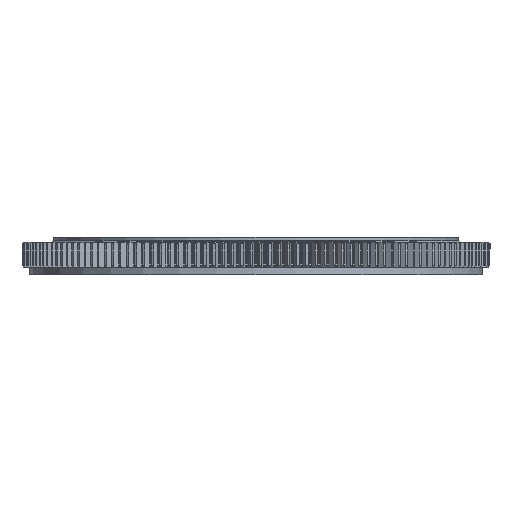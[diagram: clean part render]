
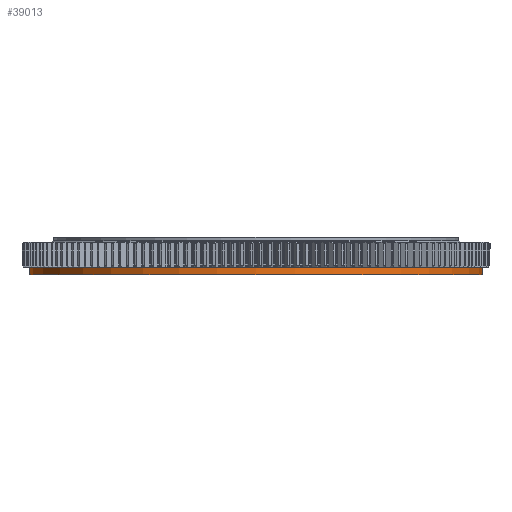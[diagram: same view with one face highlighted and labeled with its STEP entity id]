
A CAD part, front view. The second image highlights one B-rep face of the part: STEP entity #39013.
In plain terms, the highlighted cylindrical face has radius 775.5 mm (diameter 1551 mm), a partial arc.
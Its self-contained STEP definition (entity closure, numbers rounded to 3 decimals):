
#2418 = ORIENTED_EDGE ( 'NONE', *, *, #35771, .F. ) ;
#2506 = CARTESIAN_POINT ( 'NONE',  ( 0., 0., 36. ) ) ;
#4308 = CARTESIAN_POINT ( 'NONE',  ( 0., 0., 63. ) ) ;
#4540 = AXIS2_PLACEMENT_3D ( 'NONE', #2506, #56215, #29874 ) ;
#7886 = CARTESIAN_POINT ( 'NONE',  ( -775.5, 0., 63. ) ) ;
#8823 = DIRECTION ( 'NONE',  ( 0., 0., -1. ) ) ;
#11982 = VERTEX_POINT ( 'NONE', #36559 ) ;
#12304 = EDGE_CURVE ( 'NONE', #48921, #11982, #41796, .T. ) ;
#13040 = DIRECTION ( 'NONE',  ( 0., 0., -1. ) ) ;
#13272 = DIRECTION ( 'NONE',  ( 0., 0., 1. ) ) ;
#13275 = CARTESIAN_POINT ( 'NONE',  ( 775.5, 0., 63. ) ) ;
#15608 = EDGE_CURVE ( 'NONE', #56117, #35201, #30633, .T. ) ;
#17227 = FACE_OUTER_BOUND ( 'NONE', #38976, .T. ) ;
#18798 = AXIS2_PLACEMENT_3D ( 'NONE', #4308, #13272, #61850 ) ;
#19769 = LINE ( 'NONE', #7886, #48510 ) ;
#23821 = CARTESIAN_POINT ( 'NONE',  ( 0., 0., 63. ) ) ;
#27648 = ORIENTED_EDGE ( 'NONE', *, *, #45792, .T. ) ;
#29874 = DIRECTION ( 'NONE',  ( 1., 0., 0. ) ) ;
#30633 = CIRCLE ( 'NONE', #18798, 775.5 ) ;
#34151 = DIRECTION ( 'NONE',  ( -1., 0., 0. ) ) ;
#34276 = ORIENTED_EDGE ( 'NONE', *, *, #12304, .T. ) ;
#34973 = CYLINDRICAL_SURFACE ( 'NONE', #51324, 775.5 ) ;
#35201 = VERTEX_POINT ( 'NONE', #48114 ) ;
#35771 = EDGE_CURVE ( 'NONE', #35201, #11982, #63377, .T. ) ;
#36559 = CARTESIAN_POINT ( 'NONE',  ( 775.5, 0., 36. ) ) ;
#38976 = EDGE_LOOP ( 'NONE', ( #2418, #66719, #27648, #34276 ) ) ;
#39013 = ADVANCED_FACE ( 'NONE', ( #17227 ), #34973, .T. ) ;
#41796 = CIRCLE ( 'NONE', #4540, 775.5 ) ;
#45792 = EDGE_CURVE ( 'NONE', #56117, #48921, #19769, .T. ) ;
#48114 = CARTESIAN_POINT ( 'NONE',  ( 775.5, 0., 63. ) ) ;
#48510 = VECTOR ( 'NONE', #13040, 1000. ) ;
#48921 = VERTEX_POINT ( 'NONE', #51201 ) ;
#49732 = VECTOR ( 'NONE', #8823, 1000. ) ;
#51201 = CARTESIAN_POINT ( 'NONE',  ( -775.5, 0., 36. ) ) ;
#51324 = AXIS2_PLACEMENT_3D ( 'NONE', #23821, #62188, #34151 ) ;
#56117 = VERTEX_POINT ( 'NONE', #63654 ) ;
#56215 = DIRECTION ( 'NONE',  ( 0., 0., 1. ) ) ;
#61850 = DIRECTION ( 'NONE',  ( 1., 0., 0. ) ) ;
#62188 = DIRECTION ( 'NONE',  ( 0., 0., -1. ) ) ;
#63377 = LINE ( 'NONE', #13275, #49732 ) ;
#63654 = CARTESIAN_POINT ( 'NONE',  ( -775.5, 0., 63. ) ) ;
#66719 = ORIENTED_EDGE ( 'NONE', *, *, #15608, .F. ) ;
